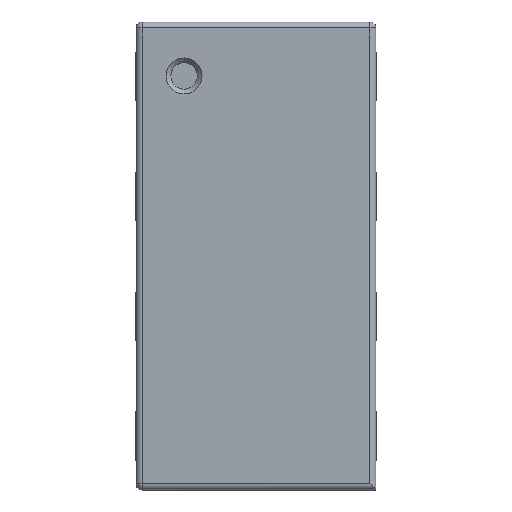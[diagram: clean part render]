
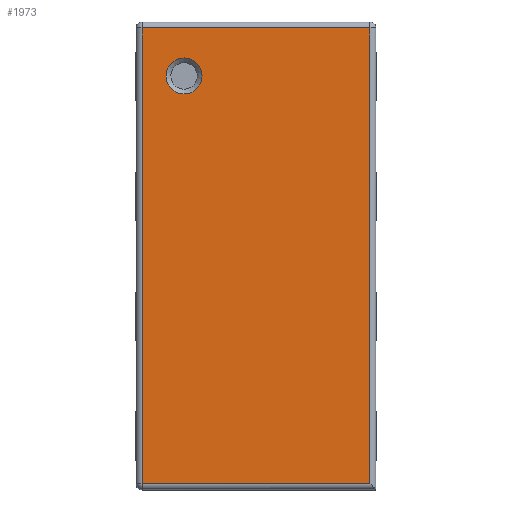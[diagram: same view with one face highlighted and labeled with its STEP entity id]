
A CAD part, top view. The second image highlights one B-rep face of the part: STEP entity #1973.
In plain terms, the highlighted planar face has unit normal (0, 0, 1).
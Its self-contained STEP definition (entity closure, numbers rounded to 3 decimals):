
#719 = VERTEX_POINT('',#720);
#720 = CARTESIAN_POINT('',(0.475,0.95,0.48));
#727 = EDGE_CURVE('',#719,#728,#730,.T.);
#728 = VERTEX_POINT('',#729);
#729 = CARTESIAN_POINT('',(0.475,-0.95,0.48));
#730 = LINE('',#731,#732);
#731 = CARTESIAN_POINT('',(0.475,0.975,0.48));
#732 = VECTOR('',#733,1.);
#733 = DIRECTION('',(0.,-1.,0.));
#1905 = EDGE_CURVE('',#728,#1906,#1908,.T.);
#1906 = VERTEX_POINT('',#1907);
#1907 = CARTESIAN_POINT('',(-0.475,-0.95,0.48));
#1908 = LINE('',#1909,#1910);
#1909 = CARTESIAN_POINT('',(0.5,-0.95,0.48));
#1910 = VECTOR('',#1911,1.);
#1911 = DIRECTION('',(-1.,0.,0.));
#1973 = ADVANCED_FACE('',(#1974,#1992),#2003,.F.);
#1974 = FACE_BOUND('',#1975,.F.);
#1975 = EDGE_LOOP('',(#1976,#1984,#1990,#1991));
#1976 = ORIENTED_EDGE('',*,*,#1977,.T.);
#1977 = EDGE_CURVE('',#1906,#1978,#1980,.T.);
#1978 = VERTEX_POINT('',#1979);
#1979 = CARTESIAN_POINT('',(-0.475,0.95,0.48));
#1980 = LINE('',#1981,#1982);
#1981 = CARTESIAN_POINT('',(-0.475,-0.975,0.48));
#1982 = VECTOR('',#1983,1.);
#1983 = DIRECTION('',(0.,1.,0.));
#1984 = ORIENTED_EDGE('',*,*,#1985,.T.);
#1985 = EDGE_CURVE('',#1978,#719,#1986,.T.);
#1986 = LINE('',#1987,#1988);
#1987 = CARTESIAN_POINT('',(-0.5,0.95,0.48));
#1988 = VECTOR('',#1989,1.);
#1989 = DIRECTION('',(1.,0.,0.));
#1990 = ORIENTED_EDGE('',*,*,#727,.T.);
#1991 = ORIENTED_EDGE('',*,*,#1905,.T.);
#1992 = FACE_BOUND('',#1993,.F.);
#1993 = EDGE_LOOP('',(#1994));
#1994 = ORIENTED_EDGE('',*,*,#1995,.T.);
#1995 = EDGE_CURVE('',#1996,#1996,#1998,.T.);
#1996 = VERTEX_POINT('',#1997);
#1997 = CARTESIAN_POINT('',(-0.3,0.675,0.48));
#1998 = CIRCLE('',#1999,0.075);
#1999 = AXIS2_PLACEMENT_3D('',#2000,#2001,#2002);
#2000 = CARTESIAN_POINT('',(-0.3,0.75,0.48));
#2001 = DIRECTION('',(0.,0.,1.));
#2002 = DIRECTION('',(0.,-1.,0.));
#2003 = PLANE('',#2004);
#2004 = AXIS2_PLACEMENT_3D('',#2005,#2006,#2007);
#2005 = CARTESIAN_POINT('',(0.,0.,0.48)
  );
#2006 = DIRECTION('',(0.,0.,-1.));
#2007 = DIRECTION('',(0.,1.,0.));
